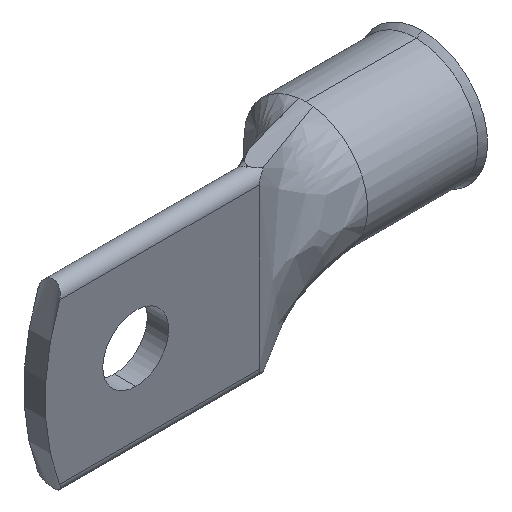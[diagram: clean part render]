
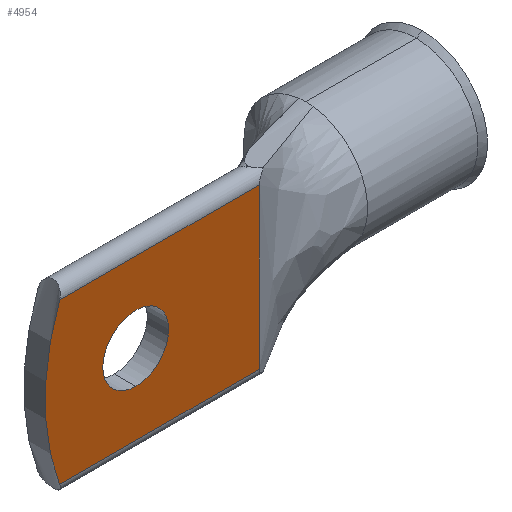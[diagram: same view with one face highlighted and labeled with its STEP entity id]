
A CAD part, isometric view. The second image highlights one B-rep face of the part: STEP entity #4954.
In plain terms, the highlighted planar face has unit normal (0, -1, 0).
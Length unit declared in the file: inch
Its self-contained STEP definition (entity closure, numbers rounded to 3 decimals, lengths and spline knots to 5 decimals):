
#35 = CARTESIAN_POINT ( 'NONE',  ( 0.74144, -0.065, 0. ) ) ;
#206 = DIRECTION ( 'NONE',  ( 0., 0., 1. ) ) ;
#269 = VERTEX_POINT ( 'NONE', #900 ) ;
#313 = AXIS2_PLACEMENT_3D ( 'NONE', #35, #3961, #3990 ) ;
#357 = CARTESIAN_POINT ( 'NONE',  ( -0.1, -0.065, -0.2 ) ) ;
#369 = ORIENTED_EDGE ( 'NONE', *, *, #2387, .T. ) ;
#373 = DIRECTION ( 'NONE',  ( 0., 0., -1. ) ) ;
#385 = VECTOR ( 'NONE', #2734, 39.37008 ) ;
#488 = CIRCLE ( 'NONE', #567, 0.2 ) ;
#538 = CARTESIAN_POINT ( 'NONE',  ( -0.56274, -0.065, 0.485 ) ) ;
#567 = AXIS2_PLACEMENT_3D ( 'NONE', #2733, #2338, #373 ) ;
#577 = LINE ( 'NONE', #3031, #2381 ) ;
#604 = ORIENTED_EDGE ( 'NONE', *, *, #967, .T. ) ;
#606 = PLANE ( 'NONE',  #4446 ) ;
#866 = DIRECTION ( 'NONE',  ( 0., -1., 0. ) ) ;
#900 = CARTESIAN_POINT ( 'NONE',  ( -0.1, -0.065, 0.2 ) ) ;
#937 = VERTEX_POINT ( 'NONE', #5129 ) ;
#956 = AXIS2_PLACEMENT_3D ( 'NONE', #4426, #866, #5128 ) ;
#967 = EDGE_CURVE ( 'NONE', #3357, #937, #5040, .T. ) ;
#1041 = CIRCLE ( 'NONE', #956, 0.2 ) ;
#1254 = LINE ( 'NONE', #3147, #4773 ) ;
#1336 = CARTESIAN_POINT ( 'NONE',  ( 0.65, -0.065, 0.485 ) ) ;
#1402 = DIRECTION ( 'NONE',  ( 0., -1., 0. ) ) ;
#1534 = LINE ( 'NONE', #3121, #385 ) ;
#1606 = ORIENTED_EDGE ( 'NONE', *, *, #4133, .T. ) ;
#1707 = VERTEX_POINT ( 'NONE', #3816 ) ;
#1787 = DIRECTION ( 'NONE',  ( 0., 0., -1. ) ) ;
#1790 = EDGE_LOOP ( 'NONE', ( #4937, #3903 ) ) ;
#2179 = FACE_OUTER_BOUND ( 'NONE', #4755, .T. ) ;
#2338 = DIRECTION ( 'NONE',  ( 0., -1., 0. ) ) ;
#2381 = VECTOR ( 'NONE', #206, 39.37008 ) ;
#2387 = EDGE_CURVE ( 'NONE', #1707, #3222, #577, .T. ) ;
#2733 = CARTESIAN_POINT ( 'NONE',  ( -0.1, -0.065, 0. ) ) ;
#2734 = DIRECTION ( 'NONE',  ( 1., 0., 0. ) ) ;
#2811 = EDGE_CURVE ( 'NONE', #3170, #269, #488, .T. ) ;
#2890 = FACE_BOUND ( 'NONE', #1790, .T. ) ;
#3031 = CARTESIAN_POINT ( 'NONE',  ( 0.65, -0.065, 0. ) ) ;
#3121 = CARTESIAN_POINT ( 'NONE',  ( 0.74144, -0.065, -0.485 ) ) ;
#3147 = CARTESIAN_POINT ( 'NONE',  ( -0.56274, -0.065, 0.485 ) ) ;
#3170 = VERTEX_POINT ( 'NONE', #357 ) ;
#3222 = VERTEX_POINT ( 'NONE', #1336 ) ;
#3357 = VERTEX_POINT ( 'NONE', #538 ) ;
#3518 = DIRECTION ( 'NONE',  ( -1., 0., 0. ) ) ;
#3816 = CARTESIAN_POINT ( 'NONE',  ( 0.65, -0.065, -0.485 ) ) ;
#3903 = ORIENTED_EDGE ( 'NONE', *, *, #2811, .F. ) ;
#3961 = DIRECTION ( 'NONE',  ( 0., -1., 0. ) ) ;
#3990 = DIRECTION ( 'NONE',  ( 0., 0., -1. ) ) ;
#4133 = EDGE_CURVE ( 'NONE', #937, #1707, #1534, .T. ) ;
#4426 = CARTESIAN_POINT ( 'NONE',  ( -0.1, -0.065, 0. ) ) ;
#4446 = AXIS2_PLACEMENT_3D ( 'NONE', #4966, #1402, #1787 ) ;
#4472 = EDGE_CURVE ( 'NONE', #3222, #3357, #1254, .T. ) ;
#4511 = EDGE_CURVE ( 'NONE', #269, #3170, #1041, .T. ) ;
#4755 = EDGE_LOOP ( 'NONE', ( #604, #1606, #369, #5122 ) ) ;
#4773 = VECTOR ( 'NONE', #3518, 39.37008 ) ;
#4937 = ORIENTED_EDGE ( 'NONE', *, *, #4511, .F. ) ;
#4954 = ADVANCED_FACE ( 'NONE', ( #2890, #2179 ), #606, .T. ) ;
#4966 = CARTESIAN_POINT ( 'NONE',  ( 0.74144, -0.065, 0. ) ) ;
#5040 = CIRCLE ( 'NONE', #313, 1.39144 ) ;
#5122 = ORIENTED_EDGE ( 'NONE', *, *, #4472, .T. ) ;
#5128 = DIRECTION ( 'NONE',  ( 0., 0., -1. ) ) ;
#5129 = CARTESIAN_POINT ( 'NONE',  ( -0.56274, -0.065, -0.485 ) ) ;
